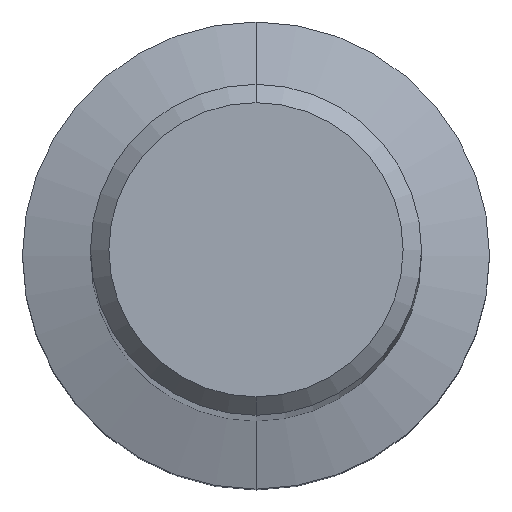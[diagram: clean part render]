
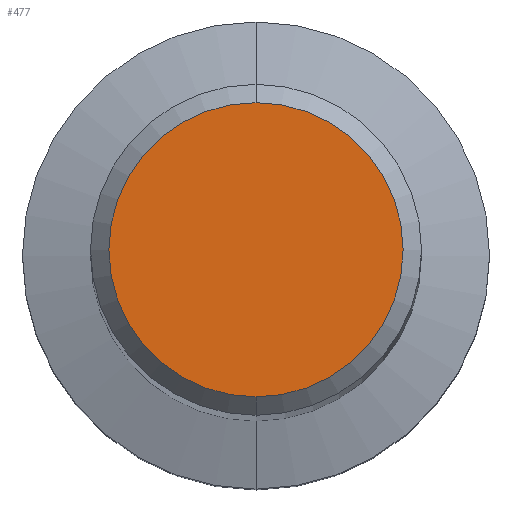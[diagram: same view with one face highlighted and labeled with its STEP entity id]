
A CAD part, top view. The second image highlights one B-rep face of the part: STEP entity #477.
In plain terms, the highlighted planar face has unit normal (0, 0, 1).
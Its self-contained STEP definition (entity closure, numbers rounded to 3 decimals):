
#379=EDGE_CURVE('',#521,#385,#756,.T.);
#385=VERTEX_POINT('',#763);
#477=ADVANCED_FACE('',(#862),#863,.T.);
#513=EDGE_CURVE('',#385,#521,#902,.T.);
#521=VERTEX_POINT('',#910);
#756=CIRCLE('',#1333,4.0);
#763=CARTESIAN_POINT('',(0.0,4.0,0.0));
#862=FACE_OUTER_BOUND('',#1516,.T.);
#863=PLANE('',#1517);
#902=CIRCLE('',#1605,4.0);
#910=CARTESIAN_POINT('',(0.,-4.0,0.0));
#1333=AXIS2_PLACEMENT_3D('',#1900,#1901,#1902);
#1516=EDGE_LOOP('',(#2000,#2001));
#1517=AXIS2_PLACEMENT_3D('',#2002,#2003,#2004);
#1605=AXIS2_PLACEMENT_3D('',#2044,#2045,#2046);
#1900=CARTESIAN_POINT('',(0.0,0.0,0.0));
#1901=DIRECTION('',(0.0,0.0,-1.0));
#1902=DIRECTION('',(0.0,1.0,0.0));
#2000=ORIENTED_EDGE('',*,*,#513,.F.);
#2001=ORIENTED_EDGE('',*,*,#379,.F.);
#2002=CARTESIAN_POINT('',(0.0,2.0,0.0));
#2003=DIRECTION('',(-0.0,0.0,1.0));
#2004=DIRECTION('',(0.0,-1.0,0.0));
#2044=CARTESIAN_POINT('',(0.0,0.0,0.0));
#2045=DIRECTION('',(0.0,0.0,-1.0));
#2046=DIRECTION('',(0.0,1.0,0.0));
